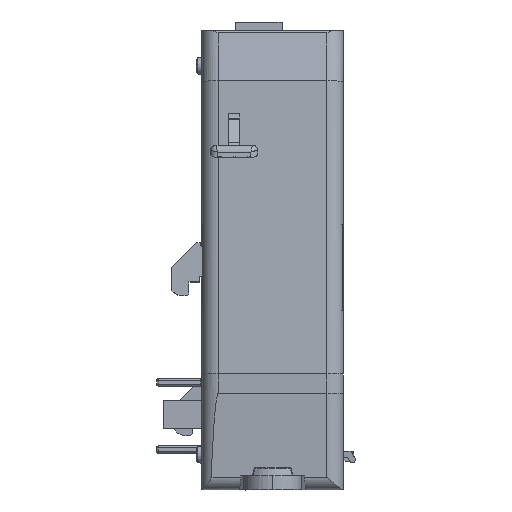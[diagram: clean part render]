
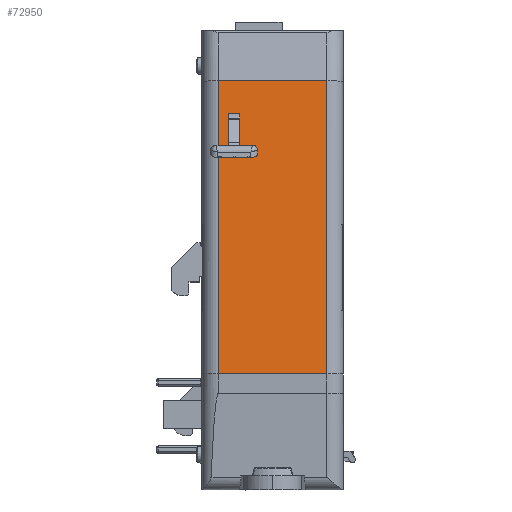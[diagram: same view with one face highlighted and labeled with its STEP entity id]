
A CAD part, front view. The second image highlights one B-rep face of the part: STEP entity #72950.
In plain terms, the highlighted planar face has unit normal (0, -0.999, 0.044).
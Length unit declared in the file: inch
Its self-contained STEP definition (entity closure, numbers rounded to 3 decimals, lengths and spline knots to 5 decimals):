
#981 = FACE_OUTER_BOUND ( 'NONE', #60260, .T. ) ;
#6469 = EDGE_LOOP ( 'NONE', ( #184777, #141852, #91162, #16508 ) ) ;
#6612 = LINE ( 'NONE', #198870, #23678 ) ;
#16130 = EDGE_CURVE ( 'NONE', #96109, #172687, #40318, .T. ) ;
#16508 = ORIENTED_EDGE ( 'NONE', *, *, #130193, .T. ) ;
#17383 = VERTEX_POINT ( 'NONE', #195986 ) ;
#18487 = CARTESIAN_POINT ( 'NONE',  ( -0.09629, -1.75976, -0.76539 ) ) ;
#23678 = VECTOR ( 'NONE', #73188, 39.37008 ) ;
#24121 = ORIENTED_EDGE ( 'NONE', *, *, #137755, .T. ) ;
#33985 = VECTOR ( 'NONE', #197712, 39.37008 ) ;
#40293 = ORIENTED_EDGE ( 'NONE', *, *, #131234, .T. ) ;
#40318 = LINE ( 'NONE', #137819, #148277 ) ;
#41919 = DIRECTION ( 'NONE',  ( 0., 0.044, 0.999 ) ) ;
#42727 = VECTOR ( 'NONE', #104398, 39.37008 ) ;
#43925 = DIRECTION ( 'NONE',  ( 1., 0., 0. ) ) ;
#45550 = LINE ( 'NONE', #137882, #92099 ) ;
#49918 = CARTESIAN_POINT ( 'NONE',  ( -0.13567, -1.74776, -0.49051 ) ) ;
#50278 = VECTOR ( 'NONE', #141901, 39.37008 ) ;
#52793 = ORIENTED_EDGE ( 'NONE', *, *, #71714, .F. ) ;
#58256 = DIRECTION ( 'NONE',  ( 0., -0.044, -0.999 ) ) ;
#58939 = DIRECTION ( 'NONE',  ( 0., -0.999, 0.044 ) ) ;
#60260 = EDGE_LOOP ( 'NONE', ( #52793, #77141, #24121, #40293 ) ) ;
#61493 = CARTESIAN_POINT ( 'NONE',  ( -0.17505, -1.75976, -0.76539 ) ) ;
#63714 = CARTESIAN_POINT ( 'NONE',  ( -0.09629, -1.92586, -4.56957 ) ) ;
#65806 = VECTOR ( 'NONE', #141024, 39.37008 ) ;
#67698 = VERTEX_POINT ( 'NONE', #96354 ) ;
#71714 = EDGE_CURVE ( 'NONE', #92016, #151216, #149186, .T. ) ;
#72078 = CARTESIAN_POINT ( 'NONE',  ( 0.63541, -1.73772, -0.26054 ) ) ;
#72950 = ADVANCED_FACE ( 'NONE', ( #981, #167721 ), #115750, .T. ) ;
#73188 = DIRECTION ( 'NONE',  ( 0., 0.044, 0.999 ) ) ;
#74210 = CARTESIAN_POINT ( 'NONE',  ( 0.51828, -1.73772, -0.26054 ) ) ;
#77141 = ORIENTED_EDGE ( 'NONE', *, *, #178171, .T. ) ;
#84339 = LINE ( 'NONE', #152295, #42727 ) ;
#86727 = VECTOR ( 'NONE', #158795, 39.37008 ) ;
#91162 = ORIENTED_EDGE ( 'NONE', *, *, #16130, .F. ) ;
#92016 = VERTEX_POINT ( 'NONE', #96997 ) ;
#92099 = VECTOR ( 'NONE', #41919, 39.37008 ) ;
#94253 = EDGE_CURVE ( 'NONE', #171092, #172687, #138609, .T. ) ;
#95257 = CARTESIAN_POINT ( 'NONE',  ( -0.24746, -1.82827, -2.33452 ) ) ;
#96109 = VERTEX_POINT ( 'NONE', #61493 ) ;
#96354 = CARTESIAN_POINT ( 'NONE',  ( -0.24746, -1.73772, -0.26054 ) ) ;
#96535 = LINE ( 'NONE', #49918, #86727 ) ;
#96997 = CARTESIAN_POINT ( 'NONE',  ( 0.51828, -1.82827, -2.33452 ) ) ;
#104100 = CARTESIAN_POINT ( 'NONE',  ( 0.63541, -1.92586, -4.56957 ) ) ;
#104398 = DIRECTION ( 'NONE',  ( 0., -0.044, -0.999 ) ) ;
#115750 = PLANE ( 'NONE',  #178158 ) ;
#130193 = EDGE_CURVE ( 'NONE', #96109, #17383, #6612, .T. ) ;
#131234 = EDGE_CURVE ( 'NONE', #67698, #151216, #84339, .T. ) ;
#136935 = EDGE_CURVE ( 'NONE', #171092, #17383, #96535, .T. ) ;
#137755 = EDGE_CURVE ( 'NONE', #140003, #67698, #200983, .T. ) ;
#137819 = CARTESIAN_POINT ( 'NONE',  ( 0.63541, -1.75976, -0.76539 ) ) ;
#137882 = CARTESIAN_POINT ( 'NONE',  ( 0.51828, -1.92586, -4.56957 ) ) ;
#138609 = LINE ( 'NONE', #63714, #50278 ) ;
#140003 = VERTEX_POINT ( 'NONE', #74210 ) ;
#141024 = DIRECTION ( 'NONE',  ( -1., 0., 0. ) ) ;
#141852 = ORIENTED_EDGE ( 'NONE', *, *, #94253, .T. ) ;
#141901 = DIRECTION ( 'NONE',  ( 0., -0.044, -0.999 ) ) ;
#148277 = VECTOR ( 'NONE', #43925, 39.37008 ) ;
#149186 = LINE ( 'NONE', #155322, #65806 ) ;
#151216 = VERTEX_POINT ( 'NONE', #95257 ) ;
#152295 = CARTESIAN_POINT ( 'NONE',  ( -0.24746, -1.82827, -2.33452 ) ) ;
#155322 = CARTESIAN_POINT ( 'NONE',  ( 0.63541, -1.82827, -2.33452 ) ) ;
#158795 = DIRECTION ( 'NONE',  ( -1., 0., 0. ) ) ;
#167721 = FACE_BOUND ( 'NONE', #6469, .T. ) ;
#171092 = VERTEX_POINT ( 'NONE', #172786 ) ;
#172687 = VERTEX_POINT ( 'NONE', #18487 ) ;
#172786 = CARTESIAN_POINT ( 'NONE',  ( -0.09629, -1.74776, -0.49051 ) ) ;
#178158 = AXIS2_PLACEMENT_3D ( 'NONE', #104100, #58939, #58256 ) ;
#178171 = EDGE_CURVE ( 'NONE', #92016, #140003, #45550, .T. ) ;
#184777 = ORIENTED_EDGE ( 'NONE', *, *, #136935, .F. ) ;
#195986 = CARTESIAN_POINT ( 'NONE',  ( -0.17505, -1.74776, -0.49051 ) ) ;
#197712 = DIRECTION ( 'NONE',  ( -1., 0., 0. ) ) ;
#198870 = CARTESIAN_POINT ( 'NONE',  ( -0.17505, -1.92586, -4.56957 ) ) ;
#200983 = LINE ( 'NONE', #72078, #33985 ) ;
